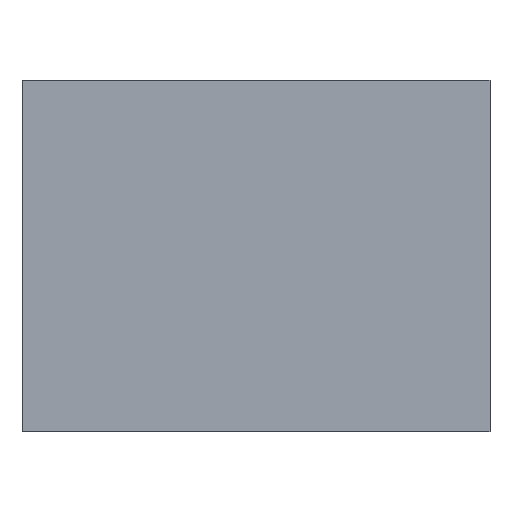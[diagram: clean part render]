
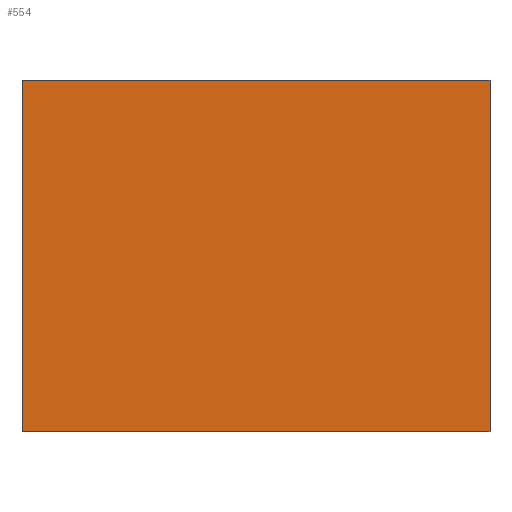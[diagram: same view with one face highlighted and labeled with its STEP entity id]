
A CAD part, front view. The second image highlights one B-rep face of the part: STEP entity #554.
In plain terms, the highlighted planar face has unit normal (0, -1, 0).
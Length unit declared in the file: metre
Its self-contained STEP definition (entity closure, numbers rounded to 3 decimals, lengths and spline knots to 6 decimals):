
#74=ORIENTED_EDGE('',*,*,#178,.T.);
#75=ORIENTED_EDGE('',*,*,#201,.F.);
#76=ORIENTED_EDGE('',*,*,#216,.F.);
#77=ORIENTED_EDGE('',*,*,#213,.T.);
#178=EDGE_CURVE('',#255,#254,#306,.T.);
#201=EDGE_CURVE('',#277,#254,#325,.T.);
#213=EDGE_CURVE('',#284,#255,#337,.T.);
#216=EDGE_CURVE('',#284,#277,#340,.T.);
#254=VERTEX_POINT('',#783);
#255=VERTEX_POINT('',#785);
#277=VERTEX_POINT('',#834);
#284=VERTEX_POINT('',#856);
#306=LINE('',#784,#378);
#325=LINE('',#835,#397);
#337=LINE('',#855,#409);
#340=LINE('',#861,#412);
#378=VECTOR('',#635,1.);
#397=VECTOR('',#672,1.);
#409=VECTOR('',#688,1.);
#412=VECTOR('',#693,1.);
#454=EDGE_LOOP('',(#74,#75,#76,#77));
#492=FACE_BOUND('',#454,.T.);
#524=PLANE('',#601);
#554=ADVANCED_FACE('',(#492),#524,.F.);
#601=AXIS2_PLACEMENT_3D('',#860,#691,#692);
#635=DIRECTION('',(1.,0.,0.));
#672=DIRECTION('',(0.,0.,-1.));
#688=DIRECTION('',(0.,0.,-1.));
#691=DIRECTION('',(0.,1.,0.));
#692=DIRECTION('',(0.,0.,1.));
#693=DIRECTION('',(1.,0.,0.));
#783=CARTESIAN_POINT('',(0.02,-0.133,0.));
#784=CARTESIAN_POINT('',(0.01,-0.133,0.));
#785=CARTESIAN_POINT('',(0.,-0.133,0.));
#834=CARTESIAN_POINT('',(0.02,-0.133,0.015));
#835=CARTESIAN_POINT('',(0.02,-0.133,0.015));
#855=CARTESIAN_POINT('',(0.,-0.133,0.015));
#856=CARTESIAN_POINT('',(0.,-0.133,0.015));
#860=CARTESIAN_POINT('',(0.01,-0.133,0.015));
#861=CARTESIAN_POINT('',(0.01,-0.133,0.015));
